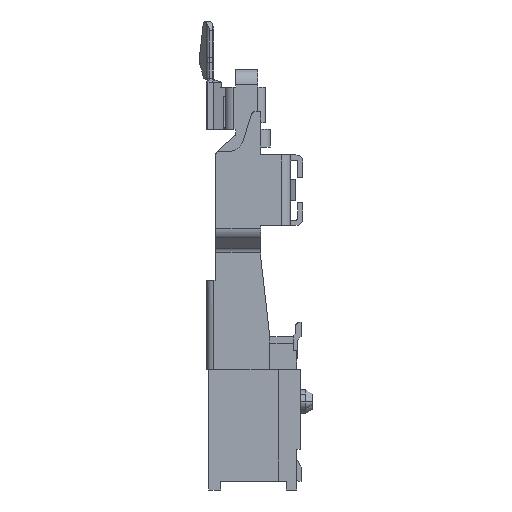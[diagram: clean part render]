
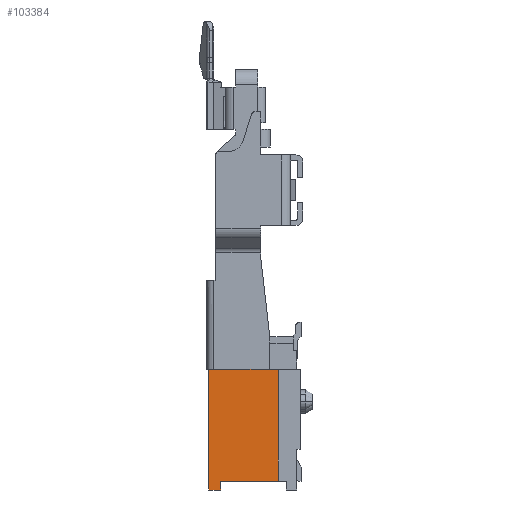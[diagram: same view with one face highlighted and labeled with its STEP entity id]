
A CAD part, left-side view. The second image highlights one B-rep face of the part: STEP entity #103384.
In plain terms, the highlighted planar face has unit normal (-1, 0, 0).
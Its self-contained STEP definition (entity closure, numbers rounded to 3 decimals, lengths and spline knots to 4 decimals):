
#73=DIRECTION('',(0.,0.,-1.));
#74=VECTOR('',#73,6.35);
#75=CARTESIAN_POINT('',(-35.5,-1.41,-1.85));
#76=LINE('',#75,#74);
#81=DIRECTION('',(0.,1.,0.));
#82=VECTOR('',#81,3.27);
#83=CARTESIAN_POINT('',(-35.5,-1.41,-8.2));
#84=LINE('',#83,#82);
#88=DIRECTION('',(0.,0.,-1.));
#89=VECTOR('',#88,0.5);
#90=CARTESIAN_POINT('',(-35.5,1.86,-8.2));
#91=LINE('',#90,#89);
#95=DIRECTION('',(0.,1.,0.));
#96=VECTOR('',#95,0.68);
#97=CARTESIAN_POINT('',(-35.5,1.86,-8.7));
#98=LINE('',#97,#96);
#102=DIRECTION('',(0.,0.,1.));
#103=VECTOR('',#102,6.85);
#104=CARTESIAN_POINT('',(-35.5,2.54,-8.7));
#105=LINE('',#104,#103);
#258=DIRECTION('',(0.,1.,0.));
#259=VECTOR('',#258,3.95);
#260=CARTESIAN_POINT('',(-35.5,-1.41,-1.85));
#261=LINE('',#260,#259);
#87379=CARTESIAN_POINT('',(-35.5,1.86,-8.2));
#87380=CARTESIAN_POINT('',(-35.5,1.86,-8.7));
#87381=VERTEX_POINT('',#87379);
#87382=VERTEX_POINT('',#87380);
#87383=CARTESIAN_POINT('',(-35.5,2.54,-8.7));
#87384=VERTEX_POINT('',#87383);
#87385=CARTESIAN_POINT('',(-35.5,2.54,-1.85));
#87386=VERTEX_POINT('',#87385);
#87419=CARTESIAN_POINT('',(-35.5,-1.41,-1.85));
#87420=CARTESIAN_POINT('',(-35.5,-1.41,-8.2));
#87421=VERTEX_POINT('',#87419);
#87422=VERTEX_POINT('',#87420);
#103365=CARTESIAN_POINT('',(-35.5,0.,0.));
#103366=DIRECTION('',(1.,0.,0.));
#103367=DIRECTION('',(0.,0.,-1.));
#103368=AXIS2_PLACEMENT_3D('',#103365,#103366,#103367);
#103369=PLANE('',#103368);
#103371=ORIENTED_EDGE('',*,*,#103370,.T.);
#103373=ORIENTED_EDGE('',*,*,#103372,.T.);
#103375=ORIENTED_EDGE('',*,*,#103374,.T.);
#103377=ORIENTED_EDGE('',*,*,#103376,.T.);
#103379=ORIENTED_EDGE('',*,*,#103378,.T.);
#103381=ORIENTED_EDGE('',*,*,#103380,.F.);
#103382=EDGE_LOOP('',(#103371,#103373,#103375,#103377,#103379,#103381));
#103383=FACE_OUTER_BOUND('',#103382,.F.);
#103384=ADVANCED_FACE('',(#103383),#103369,.F.);
#103370=EDGE_CURVE('',#87421,#87422,#76,.T.);
#103372=EDGE_CURVE('',#87422,#87381,#84,.T.);
#103374=EDGE_CURVE('',#87381,#87382,#91,.T.);
#103376=EDGE_CURVE('',#87382,#87384,#98,.T.);
#103378=EDGE_CURVE('',#87384,#87386,#105,.T.);
#103380=EDGE_CURVE('',#87421,#87386,#261,.T.);
